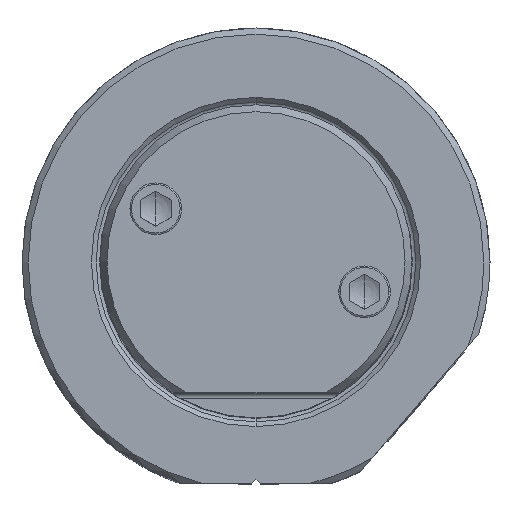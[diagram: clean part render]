
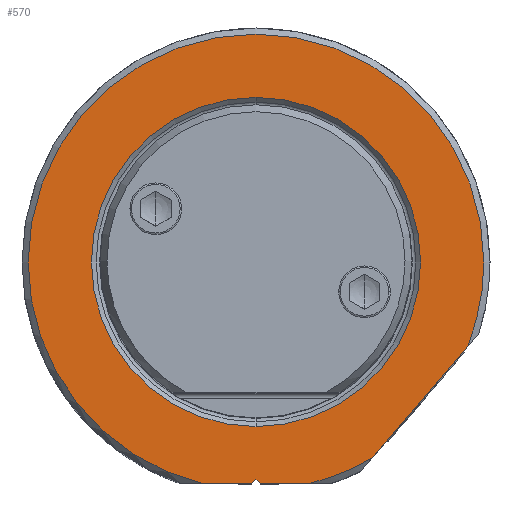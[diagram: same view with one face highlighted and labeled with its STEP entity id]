
A CAD part, top view. The second image highlights one B-rep face of the part: STEP entity #570.
In plain terms, the highlighted planar face has unit normal (0, 0, 1).
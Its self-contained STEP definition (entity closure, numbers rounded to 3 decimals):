
#105=PLANE('',#5588);
#570=ADVANCED_FACE('',(#913,#914),#105,.T.);
#913=FACE_BOUND('',#991,.T.);
#914=FACE_BOUND('',#992,.T.);
#991=EDGE_LOOP('',(#2536,#2537,#2538,#2539,#2540,#2541,#2542,#2543,#2544));
#992=EDGE_LOOP('',(#2545,#2546));
#1318=LINE('',#10973,#1618);
#1321=LINE('',#10999,#1621);
#1322=LINE('',#11001,#1622);
#1323=LINE('',#11003,#1623);
#1324=LINE('',#11005,#1624);
#1618=VECTOR('',#6392,1.);
#1621=VECTOR('',#6411,1.);
#1622=VECTOR('',#6412,1.);
#1623=VECTOR('',#6413,1.);
#1624=VECTOR('',#6414,1.);
#1916=CIRCLE('',#5581,18.55);
#1917=CIRCLE('',#5583,18.55);
#1918=CIRCLE('',#5584,18.55);
#1919=CIRCLE('',#5585,18.55);
#1920=CIRCLE('',#5586,13.4);
#1921=CIRCLE('',#5587,13.4);
#2536=ORIENTED_EDGE('',*,*,#4550,.T.);
#2537=ORIENTED_EDGE('',*,*,#4544,.T.);
#2538=ORIENTED_EDGE('',*,*,#4551,.T.);
#2539=ORIENTED_EDGE('',*,*,#4552,.T.);
#2540=ORIENTED_EDGE('',*,*,#4553,.T.);
#2541=ORIENTED_EDGE('',*,*,#4554,.F.);
#2542=ORIENTED_EDGE('',*,*,#4555,.T.);
#2543=ORIENTED_EDGE('',*,*,#4556,.T.);
#2544=ORIENTED_EDGE('',*,*,#4557,.F.);
#2545=ORIENTED_EDGE('',*,*,#4558,.T.);
#2546=ORIENTED_EDGE('',*,*,#4559,.T.);
#3948=VERTEX_POINT('',#10972);
#3949=VERTEX_POINT('',#10974);
#3952=VERTEX_POINT('',#10990);
#3953=VERTEX_POINT('',#10994);
#3954=VERTEX_POINT('',#10996);
#3955=VERTEX_POINT('',#10998);
#3956=VERTEX_POINT('',#11000);
#3957=VERTEX_POINT('',#11002);
#3958=VERTEX_POINT('',#11004);
#3959=VERTEX_POINT('',#11007);
#3960=VERTEX_POINT('',#11008);
#4544=EDGE_CURVE('',#3949,#3948,#1318,.T.);
#4550=EDGE_CURVE('',#3952,#3949,#1916,.T.);
#4551=EDGE_CURVE('',#3948,#3953,#1917,.T.);
#4552=EDGE_CURVE('',#3953,#3954,#1918,.T.);
#4553=EDGE_CURVE('',#3954,#3955,#1919,.T.);
#4554=EDGE_CURVE('',#3956,#3955,#1321,.T.);
#4555=EDGE_CURVE('',#3956,#3957,#1322,.T.);
#4556=EDGE_CURVE('',#3957,#3958,#1323,.T.);
#4557=EDGE_CURVE('',#3952,#3958,#1324,.T.);
#4558=EDGE_CURVE('',#3959,#3960,#1920,.T.);
#4559=EDGE_CURVE('',#3960,#3959,#1921,.T.);
#5581=AXIS2_PLACEMENT_3D('',#10991,#6401,#6402);
#5583=AXIS2_PLACEMENT_3D('',#10993,#6405,#6406);
#5584=AXIS2_PLACEMENT_3D('',#10995,#6407,#6408);
#5585=AXIS2_PLACEMENT_3D('',#10997,#6409,#6410);
#5586=AXIS2_PLACEMENT_3D('',#11006,#6415,#6416);
#5587=AXIS2_PLACEMENT_3D('',#11009,#6417,#6418);
#5588=AXIS2_PLACEMENT_3D('',#11010,#6419,#6420);
#6392=DIRECTION('',(0.651,0.759,0.));
#6401=DIRECTION('',(0.,0.,1.));
#6402=DIRECTION('',(0.231,-0.973,0.));
#6405=DIRECTION('',(0.,0.,1.));
#6406=DIRECTION('',(0.929,-0.37,0.));
#6407=DIRECTION('',(0.,0.,1.));
#6408=DIRECTION('',(1.,0.,0.));
#6409=DIRECTION('',(0.,0.,1.));
#6410=DIRECTION('',(-1.,0.,0.));
#6411=DIRECTION('',(-1.,0.,0.));
#6412=DIRECTION('',(0.707,0.707,0.));
#6413=DIRECTION('',(0.707,-0.707,0.));
#6414=DIRECTION('',(-1.,0.,0.));
#6415=DIRECTION('',(0.,0.,-1.));
#6416=DIRECTION('',(0.,1.,0.));
#6417=DIRECTION('',(0.,0.,-1.));
#6418=DIRECTION('',(0.,-1.,0.));
#6419=DIRECTION('',(0.,0.,1.));
#6420=DIRECTION('',(0.,1.,0.));
#10972=CARTESIAN_POINT('',(17.237,-6.855,0.));
#10973=CARTESIAN_POINT('',(9.419,-15.981,0.));
#10974=CARTESIAN_POINT('',(9.419,-15.981,0.));
#10990=CARTESIAN_POINT('',(4.278,-18.05,0.));
#10991=CARTESIAN_POINT('',(0.,0.,0.));
#10993=CARTESIAN_POINT('',(0.,0.,0.));
#10994=CARTESIAN_POINT('',(18.55,0.,0.));
#10995=CARTESIAN_POINT('',(0.,0.,0.));
#10996=CARTESIAN_POINT('',(-18.55,0.,0.));
#10997=CARTESIAN_POINT('',(0.,0.,0.));
#10998=CARTESIAN_POINT('',(-4.278,-18.05,0.));
#10999=CARTESIAN_POINT('',(-3.222,-18.05,0.));
#11000=CARTESIAN_POINT('',(-0.354,-18.05,0.));
#11001=CARTESIAN_POINT('',(-0.354,-18.05,0.));
#11002=CARTESIAN_POINT('',(0.,-17.696,0.));
#11003=CARTESIAN_POINT('',(0.,-17.696,0.));
#11004=CARTESIAN_POINT('',(0.354,-18.05,0.));
#11005=CARTESIAN_POINT('',(4.278,-18.05,0.));
#11006=CARTESIAN_POINT('',(0.,0.,0.));
#11007=CARTESIAN_POINT('',(0.,13.4,0.));
#11008=CARTESIAN_POINT('',(0.,-13.4,0.));
#11009=CARTESIAN_POINT('',(0.,0.,0.));
#11010=CARTESIAN_POINT('',(0.,0.25,0.));
